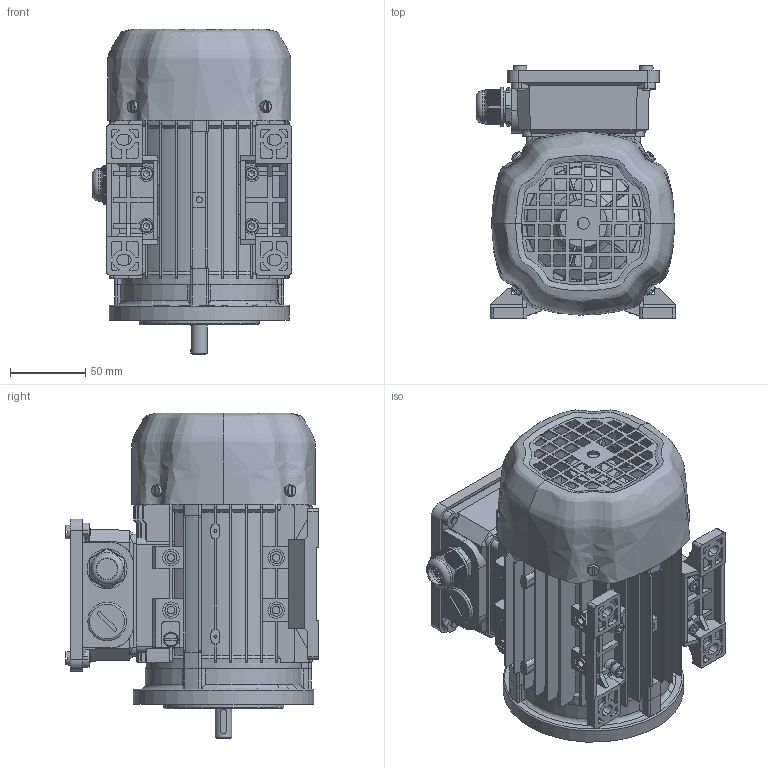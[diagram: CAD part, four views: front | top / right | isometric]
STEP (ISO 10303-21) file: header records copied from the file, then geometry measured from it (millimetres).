
FILE_DESCRIPTION(/* description */ (''),/* implementation_level */ '2;1');
FILE_NAME(/* name */ 'JL-63-B34B.stp',/* time_stamp */ '2016-09-01T10:47:45+08:00',/* author */ (''),/* organization */ (''),/* preprocessor_version */ 'ST-DEVELOPER v16',/* originating_system */ 'SIEMENS PLM Software NX 10.0',/* authorisation */ '');
FILE_SCHEMA (('AUTOMOTIVE_DESIGN { 1 0 10303 214 3 1 1 1 }'));
Products named in the file (1): pc05908BCBsuih
Bounding box: 132.6 x 168 x 216.5 mm (x, y, z)
Volume: 601706.8 mm3; surface area: 443321.7 mm2
Topology: 52 solids, 52 shells, 3244 faces, 8822 edges, 5828 vertices
Faces by surface type: plane 1879, cylinder 958, cone 184, torus 174, bspline 49
Full cylindrical faces by diameter (mm): 2 x4, 3 x14, 3.2 x1, 3.5 x6, 3.545 x7, 4 x18, 4.132 x4, 4.134 x4, 4.48 x5, 4.7 x3, 4.8 x1, 4.9 x3, 5 x38, 5.3 x1, 5.8 x14, 6 x4, 7 x3, 8 x12, 8.5 x11, 10 x1, 10.4 x1, 10.5 x4, 10.6 x1, 11 x13, 11.2 x2, 11.4 x2, 12 x11, 13.75 x1, 14 x1, 16.25 x3
Entity records: 161466 total; most frequent: CARTESIAN_POINT 82688, ORIENTED_EDGE 16402, DIRECTION 15484, EDGE_CURVE 8201, VERTEX_POINT 5609, AXIS2_PLACEMENT_3D 5473, LINE 4538, VECTOR 4538
